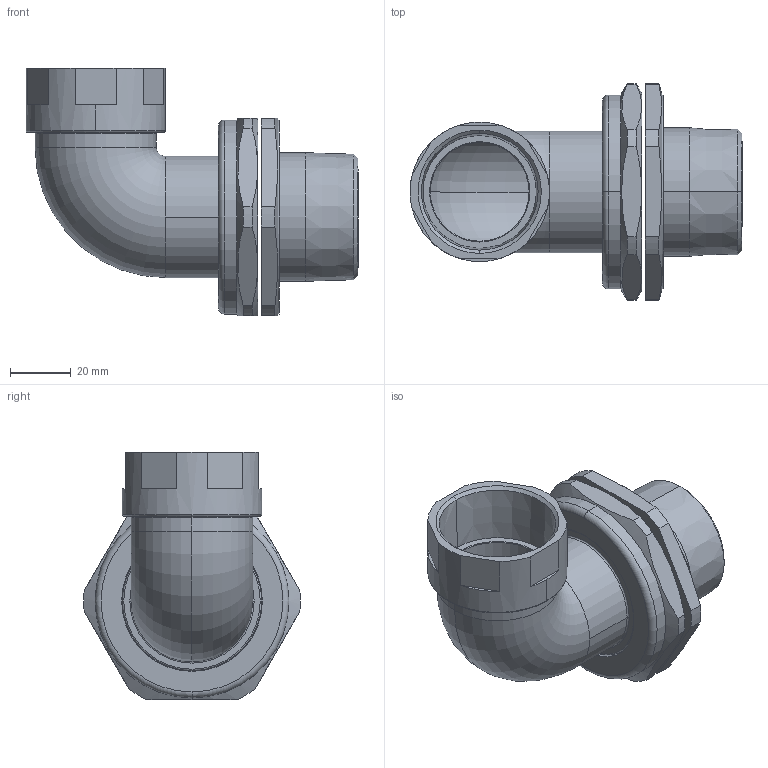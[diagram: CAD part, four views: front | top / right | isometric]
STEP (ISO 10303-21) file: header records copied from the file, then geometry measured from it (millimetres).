
FILE_DESCRIPTION (( 'STEP AP203' ), '1' );
FILE_NAME ('PX789REXDT4T4.STEP', '2017-10-04T14:35:12', ( '' ), ( '' ), 'SwSTEP 2.0', 'SolidWorks 2017', '' );
FILE_SCHEMA (( 'CONFIG_CONTROL_DESIGN' ));
Length unit declared in the file: millimetre
Products named in the file (1): PX789REXDT4T4
Bounding box: 109.53 x 71.47 x 81.5 mm (x, y, z)
Surface area: 36002.3 mm2 (no closed solid volume)
Topology: 0 solids, 4 shells, 105 faces, 258 edges, 164 vertices
Faces by surface type: plane 35, cylinder 34, cone 24, torus 12
Entity records: 3340 total; most frequent: CARTESIAN_POINT 720, DIRECTION 578, ORIENTED_EDGE 500, EDGE_CURVE 258, AXIS2_PLACEMENT_3D 242, VERTEX_POINT 164, CIRCLE 136, EDGE_LOOP 116
